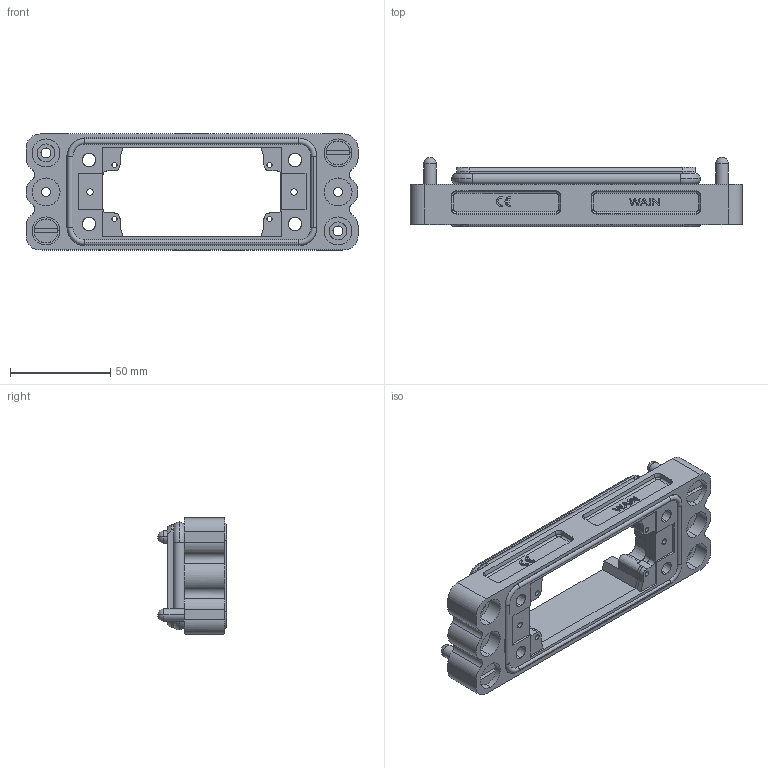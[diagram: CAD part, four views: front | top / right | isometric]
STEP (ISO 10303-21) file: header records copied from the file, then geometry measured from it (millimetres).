
FILE_DESCRIPTION(/* description */ (''),/* implementation_level */ '2;1');
FILE_NAME(/* name */ '3D_1136163301001_HP16B_H-BK-4H_V1.1.STP',/* time_stamp */ '2024-01-25T11:03:37+08:00',/* author */ (''),/* organization */ (''),/* preprocessor_version */ 'ST-DEVELOPER v18.1',/* originating_system */ 'SIEMENS PLM Software NX 1980',/* authorisation */ '');
FILE_SCHEMA (('AP203_CONFIGURATION_CONTROLLED_3D_DESIGN_OF_MECHANICAL_PARTS_AND_ASSEMBLIES_MIM_LF { 1 0 10303 403 2 1 2}'));
Length unit declared in the file: millimetre
Products named in the file (1): temp1
Bounding box: 166 x 34.5 x 58 mm (x, y, z)
Volume: 97070.5 mm3; surface area: 41647.6 mm2
Topology: 11 solids, 13 shells, 542 faces, 1452 edges, 961 vertices
Faces by surface type: plane 296, cylinder 147, cone 47, torus 32, extrusion 16, sphere 4
Full cylindrical faces by diameter (mm): 2.6 x4
Entity records: 18252 total; most frequent: CARTESIAN_POINT 5091, ORIENTED_EDGE 2896, DIRECTION 2341, EDGE_CURVE 1448, VERTEX_POINT 968, AXIS2_PLACEMENT_3D 790, VECTOR 761, LINE 745
